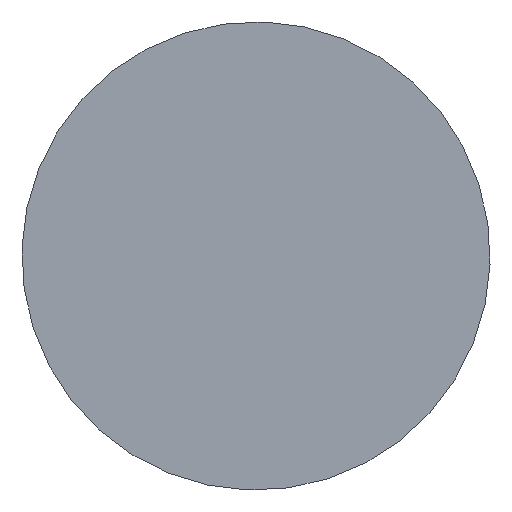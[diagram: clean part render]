
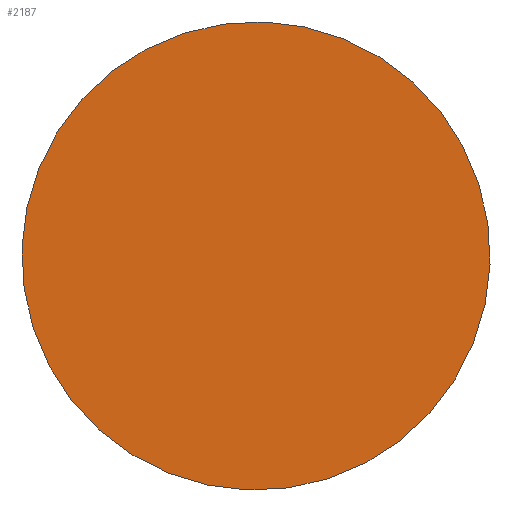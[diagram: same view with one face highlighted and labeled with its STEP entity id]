
A CAD part, left-side view. The second image highlights one B-rep face of the part: STEP entity #2187.
In plain terms, the highlighted face is planar.
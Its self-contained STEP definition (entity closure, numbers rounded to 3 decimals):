
#2171=CARTESIAN_POINT('',(0.,40.0,0.0));
#2172=DIRECTION('',(1.0,0.0,0.0));
#2173=DIRECTION('',(0.0,0.0,-1.0));
#2174=AXIS2_PLACEMENT_3D('',#2171,#2172,#2173);
#2175=PLANE('',#2174);
#2176=CARTESIAN_POINT('',(0.,80.0,0.0));
#2177=VERTEX_POINT('',#2176);
#2178=CARTESIAN_POINT('',(0.,0.0,0.0));
#2179=DIRECTION('',(1.0,0.0,0.0));
#2180=DIRECTION('',(0.0,1.0,0.0));
#2181=AXIS2_PLACEMENT_3D('',#2178,#2179,#2180);
#2182=CIRCLE('',#2181,80.0);
#2183=EDGE_CURVE('',#2177,#2177,#2182,.T.);
#2184=ORIENTED_EDGE('',*,*,#2183,.T.);
#2185=EDGE_LOOP('',(#2184));
#2186=FACE_OUTER_BOUND('',#2185,.T.);
#2187=ADVANCED_FACE('',(#2186),#2175,.T.);
